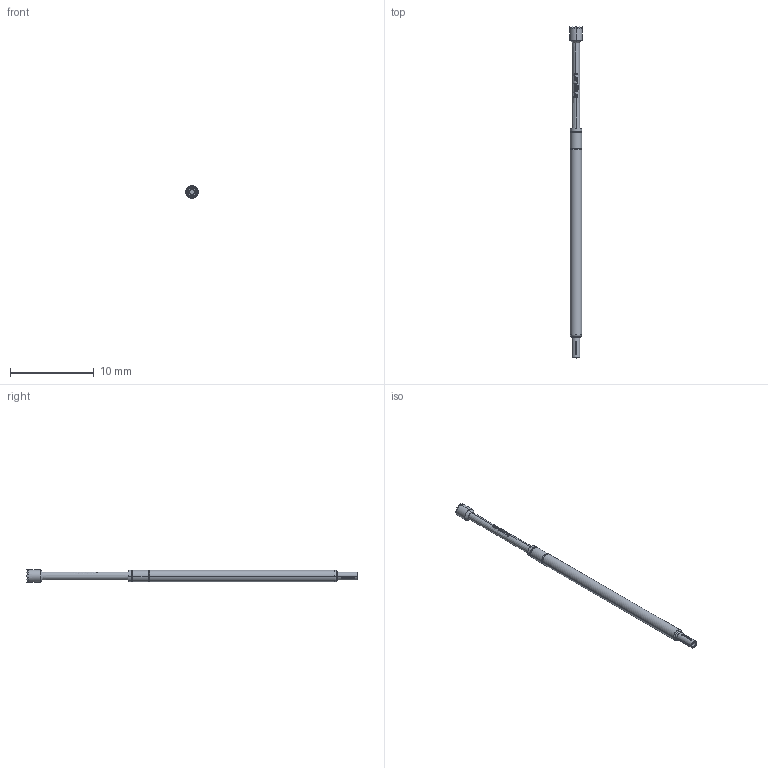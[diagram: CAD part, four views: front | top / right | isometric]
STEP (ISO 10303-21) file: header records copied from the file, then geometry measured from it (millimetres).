
FILE_DESCRIPTION (( 'STEP AP203' ), '1' );
FILE_NAME ('INGUN_S-075_306_150_A_xx00_L.STEP', '2022-01-27T14:35:43', ( 'ochi' ), ( '' ), 'SwSTEP 2.0', 'SolidWorks 2018', '' );
FILE_SCHEMA (( 'CONFIG_CONTROL_DESIGN' ));
Length unit declared in the file: millimetre
Products named in the file (1): INGUN_S-075_306_150_A_xx00_L
Bounding box: 1.5 x 39.62 x 1.5 mm (x, y, z)
Volume: 46.9 mm3; surface area: 164.2 mm2
Topology: 1 solids, 1 shells, 201 faces, 476 edges, 286 vertices
Faces by surface type: bspline 73, plane 73, cylinder 25, cone 16, torus 14
Entity records: 7848 total; most frequent: CARTESIAN_POINT 3926, ORIENTED_EDGE 952, DIRECTION 537, EDGE_CURVE 476, VERTEX_POINT 286, B_SPLINE_CURVE_WITH_KNOTS 231, EDGE_LOOP 210, AXIS2_PLACEMENT_3D 201
